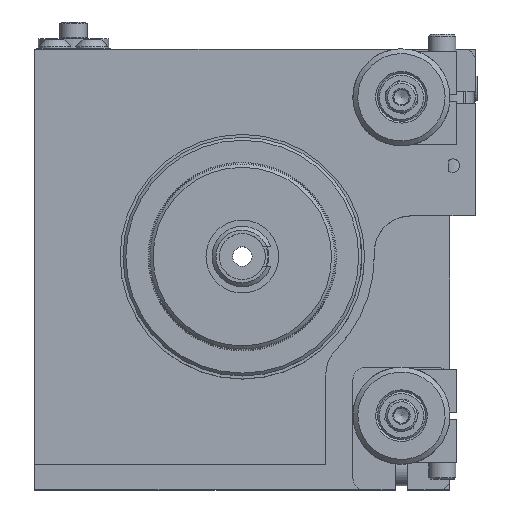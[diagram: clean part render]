
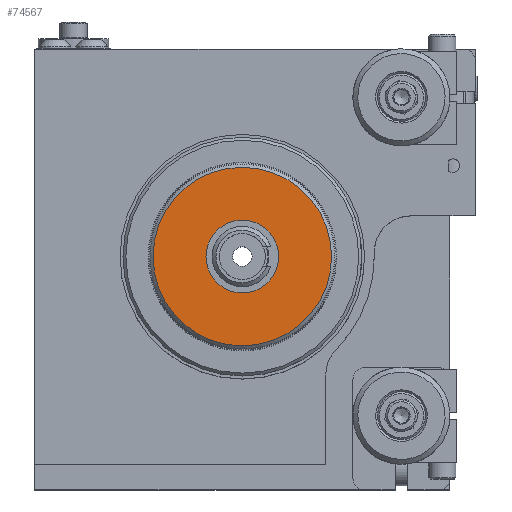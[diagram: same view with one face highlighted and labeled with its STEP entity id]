
A CAD part, top view. The second image highlights one B-rep face of the part: STEP entity #74567.
In plain terms, the highlighted planar face has unit normal (0, 0, 1).
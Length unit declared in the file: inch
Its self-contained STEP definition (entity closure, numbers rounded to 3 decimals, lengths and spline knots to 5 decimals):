
#1815 = CARTESIAN_POINT ( 'NONE',  ( 1.84689, 1.12568, 3.16176 ) ) ;
#3310 = DIRECTION ( 'NONE',  ( 0., 0., 1. ) ) ;
#4465 = PLANE ( 'NONE',  #77616 ) ;
#10234 = CIRCLE ( 'NONE', #24603, 0.1875 ) ;
#13975 = EDGE_LOOP ( 'NONE', ( #75608 ) ) ;
#14361 = AXIS2_PLACEMENT_3D ( 'NONE', #41680, #3310, #47997 ) ;
#18805 = EDGE_CURVE ( 'NONE', #32180, #32180, #10234, .T. ) ;
#24603 = AXIS2_PLACEMENT_3D ( 'NONE', #28861, #73204, #35316 ) ;
#28861 = CARTESIAN_POINT ( 'NONE',  ( 1.65939, 1.12568, 3.16176 ) ) ;
#30322 = DIRECTION ( 'NONE',  ( 1., 0., 0. ) ) ;
#32180 = VERTEX_POINT ( 'NONE', #1815 ) ;
#35316 = DIRECTION ( 'NONE',  ( 1., 0., 0. ) ) ;
#36399 = EDGE_LOOP ( 'NONE', ( #52241 ) ) ;
#41680 = CARTESIAN_POINT ( 'NONE',  ( 1.65939, 1.12568, 3.16176 ) ) ;
#47014 = FACE_BOUND ( 'NONE', #13975, .T. ) ;
#47997 = DIRECTION ( 'NONE',  ( 1., 0., 0. ) ) ;
#49174 = CARTESIAN_POINT ( 'NONE',  ( 1.65939, 1.12568, 3.16176 ) ) ;
#52241 = ORIENTED_EDGE ( 'NONE', *, *, #79800, .T. ) ;
#63892 = CIRCLE ( 'NONE', #14361, 0.46 ) ;
#68229 = DIRECTION ( 'NONE',  ( 0., 0., 1. ) ) ;
#71809 = VERTEX_POINT ( 'NONE', #81417 ) ;
#73204 = DIRECTION ( 'NONE',  ( 0., 0., -1. ) ) ;
#74567 = ADVANCED_FACE ( 'NONE', ( #47014, #78742 ), #4465, .T. ) ;
#75608 = ORIENTED_EDGE ( 'NONE', *, *, #18805, .T. ) ;
#77616 = AXIS2_PLACEMENT_3D ( 'NONE', #49174, #68229, #30322 ) ;
#78742 = FACE_OUTER_BOUND ( 'NONE', #36399, .T. ) ;
#79800 = EDGE_CURVE ( 'NONE', #71809, #71809, #63892, .T. ) ;
#81417 = CARTESIAN_POINT ( 'NONE',  ( 2.11939, 1.12568, 3.16176 ) ) ;
